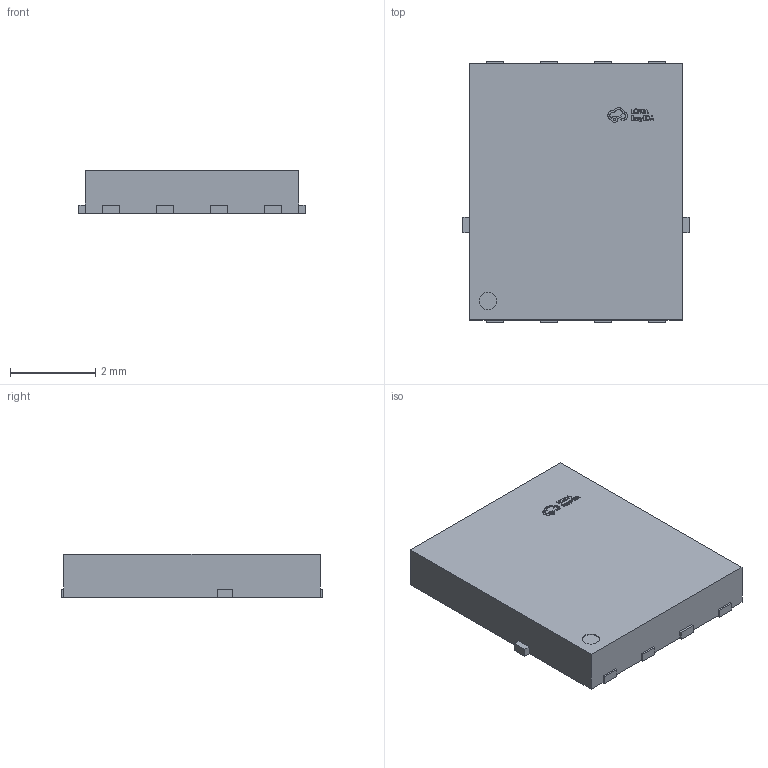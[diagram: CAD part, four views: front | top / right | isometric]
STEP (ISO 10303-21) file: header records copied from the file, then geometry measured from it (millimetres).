
FILE_DESCRIPTION (( 'STEP AP214' ), '1' );
FILE_NAME ('PG-TDSON-8_L5.0-W6.0-H1.0-P1.27.step', '2022-07-08T08:30:57', ( '' ), ( '' ), 'SwSTEP 2.0', 'SolidWorks 2020', '' );
FILE_SCHEMA (( 'AUTOMOTIVE_DESIGN' ));
Length unit declared in the file: millimetre
Products named in the file (1): PG-TDSON-8_L5.0-W6.0-H1.0-P1.27
Bounding box: 5.3 x 6.1 x 1.01 mm (x, y, z)
Volume: 30.2 mm3; surface area: 83.2 mm2
Topology: 1 solids, 1 shells, 348 faces, 957 edges, 638 vertices
Faces by surface type: plane 234, bspline 112, cylinder 2
Entity records: 15372 total; most frequent: CARTESIAN_POINT 4048, ORIENTED_EDGE 1914, DIRECTION 1207, EDGE_CURVE 957, VECTOR 725, LINE 725, VERTEX_POINT 638, EDGE_LOOP 375
